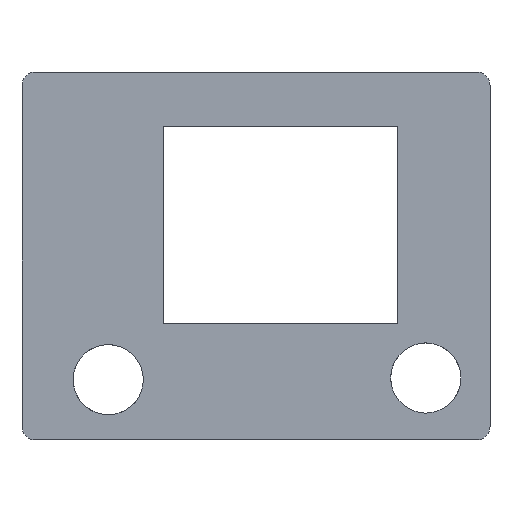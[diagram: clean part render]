
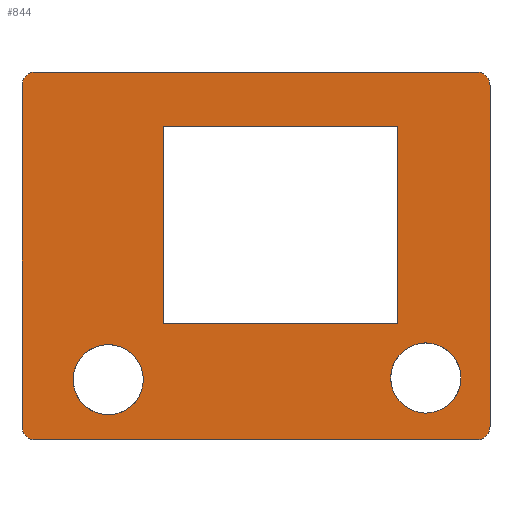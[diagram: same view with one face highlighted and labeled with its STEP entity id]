
A CAD part, top view. The second image highlights one B-rep face of the part: STEP entity #844.
In plain terms, the highlighted planar face has unit normal (0, 0, 1).
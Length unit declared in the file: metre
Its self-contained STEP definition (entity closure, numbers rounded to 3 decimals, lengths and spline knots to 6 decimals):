
#24=CIRCLE('',#907,0.00525);
#26=CIRCLE('',#910,0.00525);
#30=CIRCLE('',#916,0.002);
#31=CIRCLE('',#917,0.002);
#32=CIRCLE('',#918,0.002);
#33=CIRCLE('',#919,0.002);
#130=ORIENTED_EDGE('',*,*,#336,.F.);
#131=ORIENTED_EDGE('',*,*,#332,.F.);
#132=ORIENTED_EDGE('',*,*,#346,.F.);
#133=ORIENTED_EDGE('',*,*,#347,.T.);
#134=ORIENTED_EDGE('',*,*,#348,.T.);
#135=ORIENTED_EDGE('',*,*,#349,.T.);
#136=ORIENTED_EDGE('',*,*,#350,.T.);
#137=ORIENTED_EDGE('',*,*,#351,.T.);
#138=ORIENTED_EDGE('',*,*,#352,.F.);
#139=ORIENTED_EDGE('',*,*,#353,.T.);
#140=ORIENTED_EDGE('',*,*,#317,.F.);
#141=ORIENTED_EDGE('',*,*,#314,.T.);
#142=ORIENTED_EDGE('',*,*,#311,.T.);
#143=ORIENTED_EDGE('',*,*,#307,.F.);
#307=EDGE_CURVE('',#425,#426,#499,.T.);
#311=EDGE_CURVE('',#429,#426,#503,.T.);
#314=EDGE_CURVE('',#431,#429,#506,.T.);
#317=EDGE_CURVE('',#431,#425,#509,.T.);
#332=EDGE_CURVE('',#441,#441,#24,.T.);
#336=EDGE_CURVE('',#444,#444,#26,.T.);
#346=EDGE_CURVE('',#452,#453,#532,.T.);
#347=EDGE_CURVE('',#452,#454,#30,.T.);
#348=EDGE_CURVE('',#454,#455,#533,.T.);
#349=EDGE_CURVE('',#455,#456,#31,.T.);
#350=EDGE_CURVE('',#456,#457,#534,.T.);
#351=EDGE_CURVE('',#457,#458,#32,.T.);
#352=EDGE_CURVE('',#459,#458,#535,.T.);
#353=EDGE_CURVE('',#459,#453,#33,.T.);
#425=VERTEX_POINT('',#1250);
#426=VERTEX_POINT('',#1251);
#429=VERTEX_POINT('',#1259);
#431=VERTEX_POINT('',#1265);
#441=VERTEX_POINT('',#1300);
#444=VERTEX_POINT('',#1308);
#452=VERTEX_POINT('',#1328);
#453=VERTEX_POINT('',#1329);
#454=VERTEX_POINT('',#1331);
#455=VERTEX_POINT('',#1333);
#456=VERTEX_POINT('',#1335);
#457=VERTEX_POINT('',#1337);
#458=VERTEX_POINT('',#1339);
#459=VERTEX_POINT('',#1341);
#499=LINE('',#1249,#603);
#503=LINE('',#1258,#607);
#506=LINE('',#1264,#610);
#509=LINE('',#1270,#613);
#532=LINE('',#1327,#636);
#533=LINE('',#1332,#637);
#534=LINE('',#1336,#638);
#535=LINE('',#1340,#639);
#603=VECTOR('',#1000,1.);
#607=VECTOR('',#1006,1.);
#610=VECTOR('',#1011,1.);
#613=VECTOR('',#1016,1.);
#636=VECTOR('',#1069,1.);
#637=VECTOR('',#1072,1.);
#638=VECTOR('',#1075,1.);
#639=VECTOR('',#1078,1.);
#700=EDGE_LOOP('',(#130));
#701=EDGE_LOOP('',(#131));
#702=EDGE_LOOP('',(#132,#133,#134,#135,#136,#137,#138,#139));
#703=EDGE_LOOP('',(#140,#141,#142,#143));
#754=FACE_BOUND('',#700,.T.);
#755=FACE_BOUND('',#701,.T.);
#756=FACE_BOUND('',#702,.T.);
#757=FACE_BOUND('',#703,.T.);
#802=PLANE('',#915);
#844=ADVANCED_FACE('',(#754,#755,#756,#757),#802,.T.);
#907=AXIS2_PLACEMENT_3D('',#1299,#1043,#1044);
#910=AXIS2_PLACEMENT_3D('',#1307,#1051,#1052);
#915=AXIS2_PLACEMENT_3D('',#1326,#1067,#1068);
#916=AXIS2_PLACEMENT_3D('',#1330,#1070,#1071);
#917=AXIS2_PLACEMENT_3D('',#1334,#1073,#1074);
#918=AXIS2_PLACEMENT_3D('',#1338,#1076,#1077);
#919=AXIS2_PLACEMENT_3D('',#1342,#1079,#1080);
#1000=DIRECTION('',(1.,0.,0.));
#1006=DIRECTION('',(0.,-1.,0.));
#1011=DIRECTION('',(1.,0.,0.));
#1016=DIRECTION('',(0.,-1.,0.));
#1043=DIRECTION('',(0.,0.,1.));
#1044=DIRECTION('',(1.,0.,0.));
#1051=DIRECTION('',(0.,0.,1.));
#1052=DIRECTION('',(1.,0.,0.));
#1067=DIRECTION('',(0.,0.,1.));
#1068=DIRECTION('',(1.,0.,0.));
#1069=DIRECTION('',(1.,0.,0.));
#1070=DIRECTION('',(0.,0.,1.));
#1071=DIRECTION('',(1.,0.,0.));
#1072=DIRECTION('',(0.,-1.,0.));
#1073=DIRECTION('',(0.,0.,1.));
#1074=DIRECTION('',(1.,0.,0.));
#1075=DIRECTION('',(1.,0.,0.));
#1076=DIRECTION('',(0.,0.,1.));
#1077=DIRECTION('',(1.,0.,0.));
#1078=DIRECTION('',(0.,-1.,0.));
#1079=DIRECTION('',(0.,0.,1.));
#1080=DIRECTION('',(1.,0.,0.));
#1249=CARTESIAN_POINT('',(0.015604,-0.017292,0.025));
#1250=CARTESIAN_POINT('',(-0.001896,-0.017292,0.025));
#1251=CARTESIAN_POINT('',(0.033104,-0.017292,0.025));
#1258=CARTESIAN_POINT('',(0.033104,-0.002542,0.025));
#1259=CARTESIAN_POINT('',(0.033104,0.012208,0.025));
#1264=CARTESIAN_POINT('',(0.015604,0.012208,0.025));
#1265=CARTESIAN_POINT('',(-0.001896,0.012208,0.025));
#1270=CARTESIAN_POINT('',(-0.001896,-0.002542,0.025));
#1299=CARTESIAN_POINT('',(-0.010142,-0.025671,0.025));
#1300=CARTESIAN_POINT('',(-0.004892,-0.025671,0.025));
#1307=CARTESIAN_POINT('',(0.037358,-0.025421,0.025));
#1308=CARTESIAN_POINT('',(0.042608,-0.025421,0.025));
#1326=CARTESIAN_POINT('',(0.011958,-0.007171,0.025));
#1327=CARTESIAN_POINT('',(0.011958,0.020329,0.025));
#1328=CARTESIAN_POINT('',(-0.021042,0.020329,0.025));
#1329=CARTESIAN_POINT('',(0.044958,0.020329,0.025));
#1330=CARTESIAN_POINT('',(-0.021042,0.018329,0.025));
#1331=CARTESIAN_POINT('',(-0.023042,0.018329,0.025));
#1332=CARTESIAN_POINT('',(-0.023042,-0.007171,0.025));
#1333=CARTESIAN_POINT('',(-0.023042,-0.032671,0.025));
#1334=CARTESIAN_POINT('',(-0.021042,-0.032671,0.025));
#1335=CARTESIAN_POINT('',(-0.021042,-0.034671,0.025));
#1336=CARTESIAN_POINT('',(0.011958,-0.034671,0.025));
#1337=CARTESIAN_POINT('',(0.044958,-0.034671,0.025));
#1338=CARTESIAN_POINT('',(0.044958,-0.032671,0.025));
#1339=CARTESIAN_POINT('',(0.046958,-0.032671,0.025));
#1340=CARTESIAN_POINT('',(0.046958,-0.007171,0.025));
#1341=CARTESIAN_POINT('',(0.046958,0.018329,0.025));
#1342=CARTESIAN_POINT('',(0.044958,0.018329,0.025));
